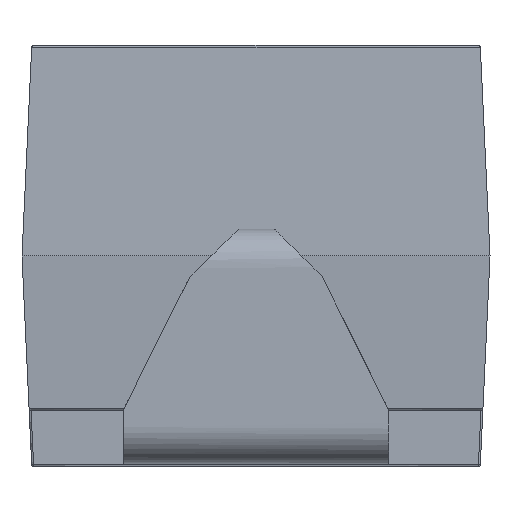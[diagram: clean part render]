
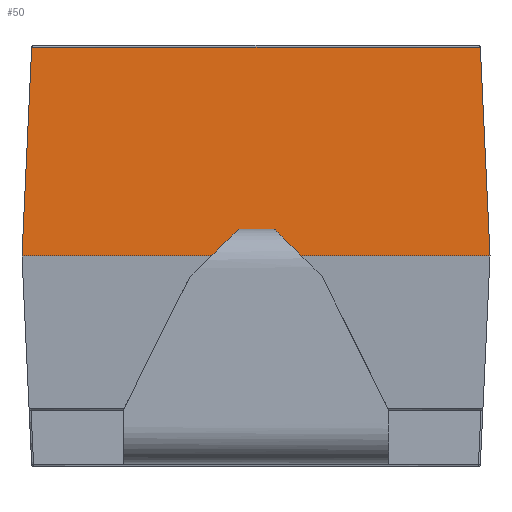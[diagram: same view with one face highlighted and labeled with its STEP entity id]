
A CAD part, left-side view. The second image highlights one B-rep face of the part: STEP entity #50.
In plain terms, the highlighted free-form (B-spline) face has degree [1, 3] with [2, 4] control points.
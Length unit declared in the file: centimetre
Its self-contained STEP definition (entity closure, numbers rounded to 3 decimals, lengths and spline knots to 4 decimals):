
#50=ADVANCED_FACE('',(#130),#926,.T.);
#130=FACE_OUTER_BOUND('',#210,.T.);
#210=EDGE_LOOP('',(#381,#382,#383,#384));
#381=ORIENTED_EDGE('',*,*,#668,.T.);
#382=ORIENTED_EDGE('',*,*,#659,.F.);
#383=ORIENTED_EDGE('',*,*,#669,.F.);
#384=ORIENTED_EDGE('',*,*,#667,.F.);
#659=EDGE_CURVE('',#803,#806,#1066,.T.);
#667=EDGE_CURVE('',#811,#812,#993,.T.);
#668=EDGE_CURVE('',#811,#806,#1070,.T.);
#669=EDGE_CURVE('',#812,#803,#1071,.T.);
#803=VERTEX_POINT('',#2082);
#806=VERTEX_POINT('',#2085);
#811=VERTEX_POINT('',#2090);
#812=VERTEX_POINT('',#2091);
#926=B_SPLINE_SURFACE_WITH_KNOTS('',1,3,((#1998,#1999,#2000,#2001),(#2002,
#2003,#2004,#2005)),.UNSPECIFIED.,.F.,.F.,.F.,(2,2),(4,4),(103.,126.),(0.0957,
11.2223),.UNSPECIFIED.);
#993=(
BOUNDED_CURVE()
B_SPLINE_CURVE(3,(#1914,#1915,#1916,#1917),.UNSPECIFIED.,.F.,.F.)
B_SPLINE_CURVE_WITH_KNOTS((4,4),(-0.0043,23.0043),
.UNSPECIFIED.)
CURVE()
GEOMETRIC_REPRESENTATION_ITEM()
RATIONAL_B_SPLINE_CURVE((1.,1.,1.,1.))
REPRESENTATION_ITEM('')
);
#1066=B_SPLINE_CURVE_WITH_KNOTS('',1,(#1890,#1891),.UNSPECIFIED.,.F.,.F.,
(2,2),(103.,126.),.UNSPECIFIED.);
#1070=B_SPLINE_CURVE_WITH_KNOTS('',3,(#1918,#1919,#1920,#1921),.UNSPECIFIED.,
.F.,.F.,(4,4),(0.0957,11.2223),.UNSPECIFIED.);
#1071=B_SPLINE_CURVE_WITH_KNOTS('',3,(#1922,#1923,#1924,#1925),.UNSPECIFIED.,
.F.,.F.,(4,4),(0.0957,11.2223),.UNSPECIFIED.);
#1890=CARTESIAN_POINT('',(54.4195,30.4048,10.7957));
#1891=CARTESIAN_POINT('',(54.4195,54.4048,10.7957));
#1914=CARTESIAN_POINT('',(54.9152,53.9091,21.5104));
#1915=CARTESIAN_POINT('',(54.9152,46.2396,21.5104));
#1916=CARTESIAN_POINT('',(54.9152,38.5701,21.5104));
#1917=CARTESIAN_POINT('',(54.9152,30.9006,21.5104));
#1918=CARTESIAN_POINT('',(54.9152,53.9091,21.5104));
#1919=CARTESIAN_POINT('',(54.75,54.0743,17.9389));
#1920=CARTESIAN_POINT('',(54.5847,54.2396,14.3673));
#1921=CARTESIAN_POINT('',(54.4195,54.4048,10.7957));
#1922=CARTESIAN_POINT('',(54.9152,30.9006,21.5104));
#1923=CARTESIAN_POINT('',(54.75,30.7353,17.9389));
#1924=CARTESIAN_POINT('',(54.5847,30.5701,14.3673));
#1925=CARTESIAN_POINT('',(54.4195,30.4048,10.7957));
#1998=CARTESIAN_POINT('',(54.9152,30.9006,21.5104));
#1999=CARTESIAN_POINT('',(54.75,30.7353,17.9389));
#2000=CARTESIAN_POINT('',(54.5847,30.5701,14.3673));
#2001=CARTESIAN_POINT('',(54.4195,30.4048,10.7957));
#2002=CARTESIAN_POINT('',(54.9152,53.9091,21.5104));
#2003=CARTESIAN_POINT('',(54.75,54.0743,17.9389));
#2004=CARTESIAN_POINT('',(54.5847,54.2396,14.3673));
#2005=CARTESIAN_POINT('',(54.4195,54.4048,10.7957));
#2082=CARTESIAN_POINT('',(54.4195,30.4048,10.7957));
#2085=CARTESIAN_POINT('',(54.4195,54.4048,10.7957));
#2090=CARTESIAN_POINT('',(54.9152,53.9091,21.5104));
#2091=CARTESIAN_POINT('',(54.9152,30.9006,21.5104));
